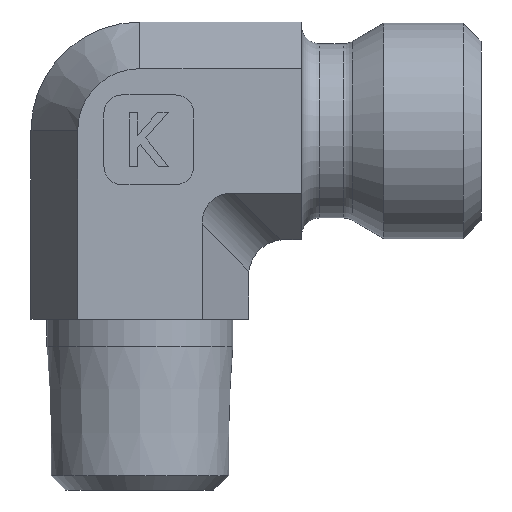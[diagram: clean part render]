
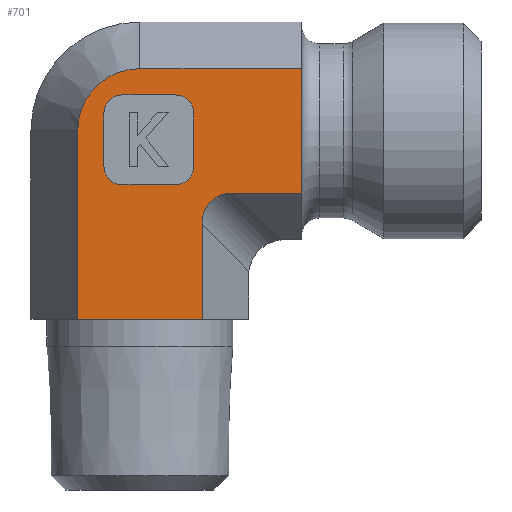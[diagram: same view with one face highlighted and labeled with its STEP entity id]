
A CAD part, left-side view. The second image highlights one B-rep face of the part: STEP entity #701.
In plain terms, the highlighted planar face has unit normal (-1, 0, 0).
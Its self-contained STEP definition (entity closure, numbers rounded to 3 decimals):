
#471=CARTESIAN_POINT('',(-25.685,6.08,1.));
#472=VERTEX_POINT('',#471);
#479=CARTESIAN_POINT('',(-25.685,13.008,1.));
#480=VERTEX_POINT('',#479);
#481=CARTESIAN_POINT('',(-25.685,13.008,1.));
#482=DIRECTION('',(0.0,-1.0,0.0));
#483=VECTOR('',#482,6.928);
#484=LINE('',#481,#483);
#485=EDGE_CURVE('',#480,#472,#484,.T.);
#549=CARTESIAN_POINT('',(-25.685,13.008,11.5));
#550=VERTEX_POINT('',#549);
#551=CARTESIAN_POINT('',(-25.685,13.008,1.));
#552=DIRECTION('',(0.0,0.0,1.0));
#553=VECTOR('',#552,10.5);
#554=LINE('',#551,#553);
#555=EDGE_CURVE('',#480,#550,#554,.T.);
#574=CARTESIAN_POINT('',(-25.685,6.08,0.0));
#575=DIRECTION('',(-1.0,0.0,0.0));
#576=DIRECTION('',(0.0,0.0,1.0));
#577=AXIS2_PLACEMENT_3D('',#574,#575,#576);
#578=PLANE('',#577);
#579=ORIENTED_EDGE('',*,*,#485,.T.);
#580=CARTESIAN_POINT('',(-25.685,6.08,6.304));
#581=VERTEX_POINT('',#580);
#582=CARTESIAN_POINT('',(-25.685,6.08,1.));
#583=DIRECTION('',(0.0,0.0,1.0));
#584=VECTOR('',#583,5.304);
#585=LINE('',#582,#584);
#586=EDGE_CURVE('',#472,#581,#585,.T.);
#587=ORIENTED_EDGE('',*,*,#586,.T.);
#588=CARTESIAN_POINT('',(-25.685,4.348,8.036));
#589=VERTEX_POINT('',#588);
#590=CARTESIAN_POINT('',(-25.685,3.77,5.726));
#591=DIRECTION('',(-1.0,0.0,0.0));
#592=DIRECTION('',(0.0,0.707,0.707));
#593=AXIS2_PLACEMENT_3D('',#590,#591,#592);
#594=ELLIPSE('',#593,2.582,2.0);
#595=EDGE_CURVE('',#589,#581,#594,.T.);
#596=ORIENTED_EDGE('',*,*,#595,.F.);
#597=CARTESIAN_POINT('',(-25.685,0.544,8.036));
#598=VERTEX_POINT('',#597);
#599=CARTESIAN_POINT('',(-25.685,4.348,8.036));
#600=DIRECTION('',(0.0,-1.0,0.0));
#601=VECTOR('',#600,3.804);
#602=LINE('',#599,#601);
#603=EDGE_CURVE('',#589,#598,#602,.T.);
#604=ORIENTED_EDGE('',*,*,#603,.T.);
#605=CARTESIAN_POINT('',(-25.685,0.544,14.964));
#606=VERTEX_POINT('',#605);
#607=CARTESIAN_POINT('',(-25.685,0.544,8.036));
#608=DIRECTION('',(0.0,0.0,1.0));
#609=VECTOR('',#608,6.928);
#610=LINE('',#607,#609);
#611=EDGE_CURVE('',#598,#606,#610,.T.);
#612=ORIENTED_EDGE('',*,*,#611,.T.);
#613=CARTESIAN_POINT('',(-25.685,9.544,14.964));
#614=VERTEX_POINT('',#613);
#615=CARTESIAN_POINT('',(-25.685,9.544,14.964));
#616=DIRECTION('',(0.0,-1.0,0.0));
#617=VECTOR('',#616,9.);
#618=LINE('',#615,#617);
#619=EDGE_CURVE('',#614,#606,#618,.T.);
#620=ORIENTED_EDGE('',*,*,#619,.F.);
#621=CARTESIAN_POINT('',(-25.685,9.544,11.5));
#622=DIRECTION('',(-1.0,0.0,0.0));
#623=DIRECTION('',(0.0,0.0,1.0));
#624=AXIS2_PLACEMENT_3D('',#621,#622,#623);
#625=CIRCLE('',#624,3.464);
#626=EDGE_CURVE('',#614,#550,#625,.T.);
#627=ORIENTED_EDGE('',*,*,#626,.T.);
#628=ORIENTED_EDGE('',*,*,#555,.F.);
#629=EDGE_LOOP('',(#579,#587,#596,#604,#612,#620,#627,#628));
#630=FACE_OUTER_BOUND('',#629,.T.);
#631=CARTESIAN_POINT('',(-25.685,7.544,8.5));
#632=VERTEX_POINT('',#631);
#633=CARTESIAN_POINT('',(-25.685,10.544,8.5));
#634=VERTEX_POINT('',#633);
#635=CARTESIAN_POINT('',(-25.685,7.544,8.5));
#636=DIRECTION('',(0.0,1.0,0.0));
#637=VECTOR('',#636,3.0);
#638=LINE('',#635,#637);
#639=EDGE_CURVE('',#632,#634,#638,.T.);
#640=ORIENTED_EDGE('',*,*,#639,.T.);
#641=CARTESIAN_POINT('',(-25.685,11.544,9.5));
#642=VERTEX_POINT('',#641);
#643=CARTESIAN_POINT('',(-25.685,10.544,9.5));
#644=DIRECTION('',(-1.0,0.0,0.0));
#645=DIRECTION('',(0.0,0.707,-0.707));
#646=AXIS2_PLACEMENT_3D('',#643,#644,#645);
#647=CIRCLE('',#646,1.0);
#648=EDGE_CURVE('',#642,#634,#647,.T.);
#649=ORIENTED_EDGE('',*,*,#648,.F.);
#650=CARTESIAN_POINT('',(-25.685,11.544,12.5));
#651=VERTEX_POINT('',#650);
#652=CARTESIAN_POINT('',(-25.685,11.544,9.5));
#653=DIRECTION('',(0.0,0.0,1.0));
#654=VECTOR('',#653,3.);
#655=LINE('',#652,#654);
#656=EDGE_CURVE('',#642,#651,#655,.T.);
#657=ORIENTED_EDGE('',*,*,#656,.T.);
#658=CARTESIAN_POINT('',(-25.685,10.544,13.5));
#659=VERTEX_POINT('',#658);
#660=CARTESIAN_POINT('',(-25.685,10.544,12.5));
#661=DIRECTION('',(-1.0,0.0,0.0));
#662=DIRECTION('',(0.0,0.707,0.707));
#663=AXIS2_PLACEMENT_3D('',#660,#661,#662);
#664=CIRCLE('',#663,1.0);
#665=EDGE_CURVE('',#659,#651,#664,.T.);
#666=ORIENTED_EDGE('',*,*,#665,.F.);
#667=CARTESIAN_POINT('',(-25.685,7.544,13.5));
#668=VERTEX_POINT('',#667);
#669=CARTESIAN_POINT('',(-25.685,10.544,13.5));
#670=DIRECTION('',(0.0,-1.0,0.0));
#671=VECTOR('',#670,3.);
#672=LINE('',#669,#671);
#673=EDGE_CURVE('',#659,#668,#672,.T.);
#674=ORIENTED_EDGE('',*,*,#673,.T.);
#675=CARTESIAN_POINT('',(-25.685,6.544,12.5));
#676=VERTEX_POINT('',#675);
#677=CARTESIAN_POINT('',(-25.685,7.544,12.5));
#678=DIRECTION('',(-1.0,0.0,0.0));
#679=DIRECTION('',(0.0,-0.707,0.707));
#680=AXIS2_PLACEMENT_3D('',#677,#678,#679);
#681=CIRCLE('',#680,1.0);
#682=EDGE_CURVE('',#676,#668,#681,.T.);
#683=ORIENTED_EDGE('',*,*,#682,.F.);
#684=CARTESIAN_POINT('',(-25.685,6.544,9.5));
#685=VERTEX_POINT('',#684);
#686=CARTESIAN_POINT('',(-25.685,6.544,12.5));
#687=DIRECTION('',(0.0,0.0,-1.0));
#688=VECTOR('',#687,3.0);
#689=LINE('',#686,#688);
#690=EDGE_CURVE('',#676,#685,#689,.T.);
#691=ORIENTED_EDGE('',*,*,#690,.T.);
#692=CARTESIAN_POINT('',(-25.685,7.544,9.5));
#693=DIRECTION('',(-1.0,0.0,0.0));
#694=DIRECTION('',(0.0,-0.707,-0.707));
#695=AXIS2_PLACEMENT_3D('',#692,#693,#694);
#696=CIRCLE('',#695,1.0);
#697=EDGE_CURVE('',#632,#685,#696,.T.);
#698=ORIENTED_EDGE('',*,*,#697,.F.);
#699=EDGE_LOOP('',(#640,#649,#657,#666,#674,#683,#691,#698));
#700=FACE_BOUND('',#699,.T.);
#701=ADVANCED_FACE('',(#630,#700),#578,.T.);
